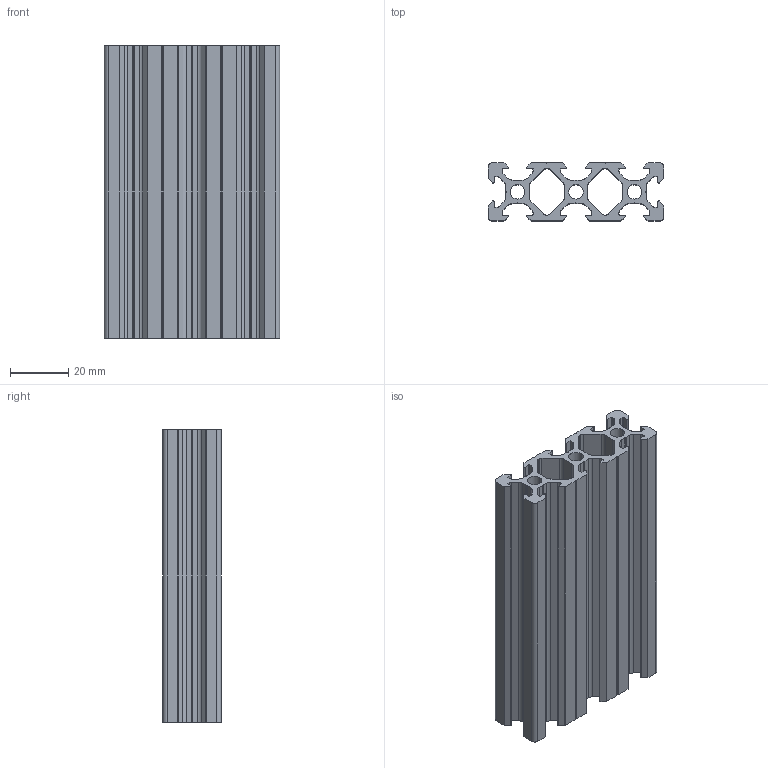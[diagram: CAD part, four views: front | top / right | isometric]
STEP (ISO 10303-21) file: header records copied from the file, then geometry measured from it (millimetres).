
FILE_DESCRIPTION (( 'STEP AP214' ), '1' );
FILE_NAME ('226 Êîíñòðóêöèîííûé ïðîôèëü 20õ60.STEP', '2014-12-18T09:04:35', ( 'XTreme.ws' ), ( 'XTreme.ws' ), 'SwSTEP 2.0', 'SolidWorks 2014', '' );
FILE_SCHEMA (( 'AUTOMOTIVE_DESIGN' ));
Length unit declared in the file: millimetre
Products named in the file (2): 226 Êîíñòðóêöèîííûé ïðîôèëü 20õ60
Bounding box: 60 x 20 x 100 mm (x, y, z)
Volume: 46185 mm3; surface area: 42336.5 mm2
Topology: 1 solids, 1 shells, 280 faces, 834 edges, 556 vertices
Faces by surface type: cylinder 142, plane 138
Entity records: 9551 total; most frequent: DIRECTION 1682, CARTESIAN_POINT 1672, ORIENTED_EDGE 1668, EDGE_CURVE 834, AXIS2_PLACEMENT_3D 566, VERTEX_POINT 556, LINE 550, VECTOR 550
